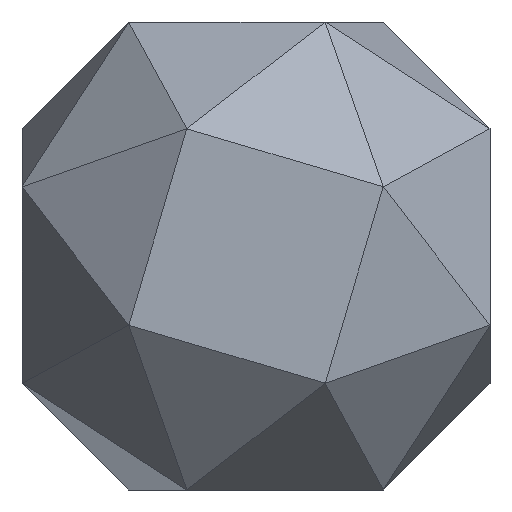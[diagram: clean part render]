
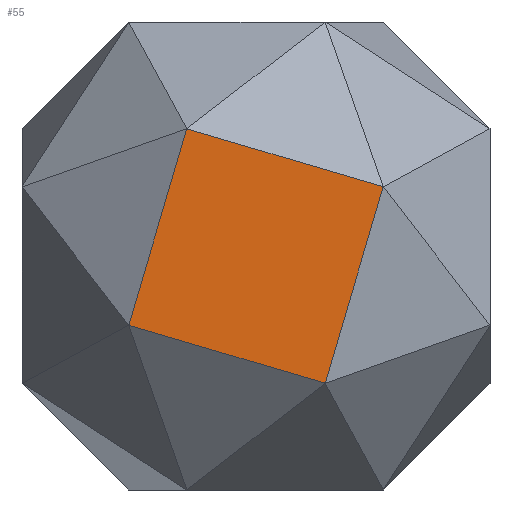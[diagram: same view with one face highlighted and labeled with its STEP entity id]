
A CAD part, front view. The second image highlights one B-rep face of the part: STEP entity #55.
In plain terms, the highlighted free-form (B-spline) face has degree [1, 1] with [2, 2] control points.
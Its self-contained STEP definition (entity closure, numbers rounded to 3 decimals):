
#55 = ADVANCED_FACE('',(#56),#86,.F.);
#56 = FACE_BOUND('',#57,.T.);
#57 = EDGE_LOOP('',(#58,#67,#74,#81));
#58 = ORIENTED_EDGE('',*,*,#59,.T.);
#59 = EDGE_CURVE('',#60,#62,#64,.T.);
#60 = VERTEX_POINT('',#61);
#61 = CARTESIAN_POINT('',(34.979,-64.337,
    19.018));
#62 = VERTEX_POINT('',#63);
#63 = CARTESIAN_POINT('',(-19.018,-64.337,
    34.979));
#64 = B_SPLINE_CURVE_WITH_KNOTS('',1,(#65,#66),.UNSPECIFIED.,.F.,.F.,(2,
    2),(-10.29,28.218),.PIECEWISE_BEZIER_KNOTS.);
#65 = CARTESIAN_POINT('',(34.979,-64.337,
    19.018));
#66 = CARTESIAN_POINT('',(-19.018,-64.337,
    34.979));
#67 = ORIENTED_EDGE('',*,*,#68,.T.);
#68 = EDGE_CURVE('',#62,#69,#71,.T.);
#69 = VERTEX_POINT('',#70);
#70 = CARTESIAN_POINT('',(-34.979,-64.337,
    -19.018));
#71 = B_SPLINE_CURVE_WITH_KNOTS('',1,(#72,#73),.UNSPECIFIED.,.F.,.F.,(2,
    2),(-19.246,19.262),.PIECEWISE_BEZIER_KNOTS.);
#72 = CARTESIAN_POINT('',(-19.018,-64.337,
    34.979));
#73 = CARTESIAN_POINT('',(-34.979,-64.337,
    -19.018));
#74 = ORIENTED_EDGE('',*,*,#75,.T.);
#75 = EDGE_CURVE('',#69,#76,#78,.T.);
#76 = VERTEX_POINT('',#77);
#77 = CARTESIAN_POINT('',(19.018,-64.337,
    -34.979));
#78 = B_SPLINE_CURVE_WITH_KNOTS('',1,(#79,#80),.UNSPECIFIED.,.F.,.F.,(2,
    2),(-28.218,10.29),.PIECEWISE_BEZIER_KNOTS.);
#79 = CARTESIAN_POINT('',(-34.979,-64.337,
    -19.018));
#80 = CARTESIAN_POINT('',(19.018,-64.337,
    -34.979));
#81 = ORIENTED_EDGE('',*,*,#82,.T.);
#82 = EDGE_CURVE('',#76,#60,#83,.T.);
#83 = B_SPLINE_CURVE_WITH_KNOTS('',1,(#84,#85),.UNSPECIFIED.,.F.,.F.,(2,
    2),(-19.262,19.246),.PIECEWISE_BEZIER_KNOTS.);
#84 = CARTESIAN_POINT('',(19.018,-64.337,
    -34.979));
#85 = CARTESIAN_POINT('',(34.979,-64.337,
    19.018));
#86 = B_SPLINE_SURFACE_WITH_KNOTS('',1,1,(
    (#87,#88)
    ,(#89,#90)),.UNSPECIFIED.,.F.,.F.,.F.,(2,2),(2,2),(-11.961,
    35.883),(-30.425,17.419),
  .PIECEWISE_BEZIER_KNOTS.);
#87 = CARTESIAN_POINT('',(34.979,-64.337,
    -34.979));
#88 = CARTESIAN_POINT('',(34.979,-64.337,
    34.979));
#89 = CARTESIAN_POINT('',(-34.979,-64.337,
    -34.979));
#90 = CARTESIAN_POINT('',(-34.979,-64.337,
    34.979));
